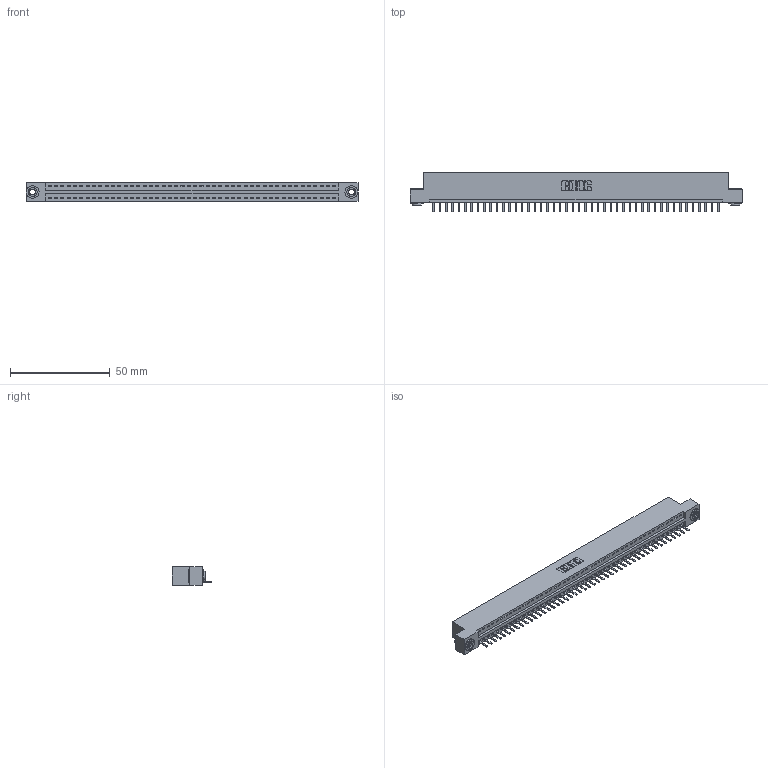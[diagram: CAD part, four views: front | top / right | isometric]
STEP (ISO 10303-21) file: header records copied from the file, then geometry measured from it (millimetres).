
FILE_DESCRIPTION (( 'STEP AP203' ), '1' );
FILE_NAME ('346-046-520-103.STEP', '2022-05-09T19:33:02', ( '' ), ( '' ), 'SwSTEP 2.0', 'SolidWorks 2020', '' );
FILE_SCHEMA (( 'CONFIG_CONTROL_DESIGN' ));
Length unit declared in the file: inch
Products named in the file (4): 346 Part_Flush Mounting Lugs - 0.156 Dia-TH; 345-292-001_345-293-120; 346-046-520-103; 345-250-002_345-250-002-102
Assembly tree (49 placements, depth 2):
  346-046-520-103
    346 Part_Flush Mounting Lugs - 0.156 Dia-TH
    345-292-001_345-293-120  x46
    345-250-002_345-250-002-102  x2
Bounding box: 166.62 x 20.02 x 9.4 mm (x, y, z)
Volume: 15846.1 mm3; surface area: 19658.6 mm2
Topology: 49 solids, 49 shells, 3026 faces, 8905 edges, 5810 vertices
Faces by surface type: plane 2032, cylinder 986, cone 8
Entity records: 29190 total; most frequent: CARTESIAN_POINT 4995, ORIENTED_EDGE 4954, DIRECTION 4419, EDGE_CURVE 2477, VECTOR 2133, LINE 2133, VERTEX_POINT 1646, AXIS2_PLACEMENT_3D 1143
